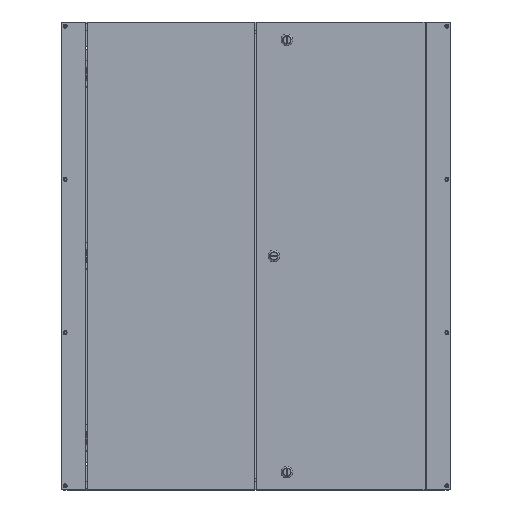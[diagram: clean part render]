
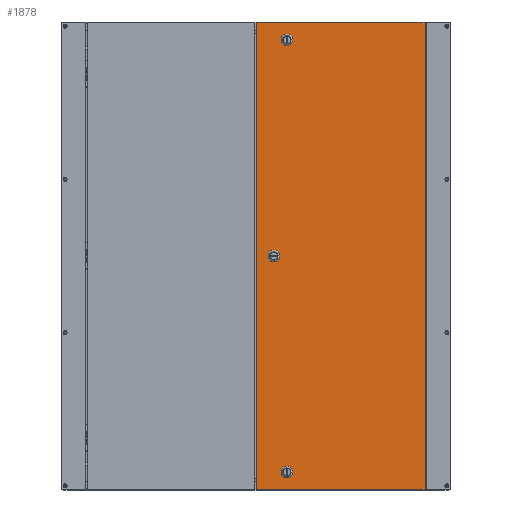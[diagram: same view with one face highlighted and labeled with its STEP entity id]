
A CAD part, front view. The second image highlights one B-rep face of the part: STEP entity #1878.
In plain terms, the highlighted planar face has unit normal (0, -1, 0).
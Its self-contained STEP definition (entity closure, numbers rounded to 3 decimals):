
#1878 = ADVANCED_FACE( '', ( #3757, #3758, #3759, #3760 ), #3761, .T. );
#3757 = FACE_BOUND( '', #23050, .T. );
#3758 = FACE_BOUND( '', #23051, .T. );
#3759 = FACE_BOUND( '', #23052, .T. );
#3760 = FACE_OUTER_BOUND( '', #23053, .T. );
#3761 = PLANE( '', #23054 );
#23050 = EDGE_LOOP( '', ( #37120, #37121, #37122, #37123 ) );
#23051 = EDGE_LOOP( '', ( #37124, #37125, #37126, #37127 ) );
#23052 = EDGE_LOOP( '', ( #37128, #37129, #37130, #37131 ) );
#23053 = EDGE_LOOP( '', ( #37132, #37133, #37134, #37135 ) );
#23054 = AXIS2_PLACEMENT_3D( '', #37136, #37137, #37138 );
#37120 = ORIENTED_EDGE( '', *, *, #40526, .F. );
#37121 = ORIENTED_EDGE( '', *, *, #40527, .F. );
#37122 = ORIENTED_EDGE( '', *, *, #39255, .F. );
#37123 = ORIENTED_EDGE( '', *, *, #39429, .F. );
#37124 = ORIENTED_EDGE( '', *, *, #40528, .F. );
#37125 = ORIENTED_EDGE( '', *, *, #40005, .F. );
#37126 = ORIENTED_EDGE( '', *, *, #40370, .F. );
#37127 = ORIENTED_EDGE( '', *, *, #38914, .F. );
#37128 = ORIENTED_EDGE( '', *, *, #40089, .F. );
#37129 = ORIENTED_EDGE( '', *, *, #39372, .F. );
#37130 = ORIENTED_EDGE( '', *, *, #40314, .F. );
#37131 = ORIENTED_EDGE( '', *, *, #40529, .F. );
#37132 = ORIENTED_EDGE( '', *, *, #40530, .T. );
#37133 = ORIENTED_EDGE( '', *, *, #40531, .T. );
#37134 = ORIENTED_EDGE( '', *, *, #39842, .T. );
#37135 = ORIENTED_EDGE( '', *, *, #40154, .T. );
#37136 = CARTESIAN_POINT( '', ( 0., 0., 0. ) );
#37137 = DIRECTION( '', ( 0., -1., 0. ) );
#37138 = DIRECTION( '', ( 0., 0., -1. ) );
#38914 = EDGE_CURVE( '', #40937, #40939, #40940, .T. );
#39255 = EDGE_CURVE( '', #41554, #41556, #41557, .T. );
#39372 = EDGE_CURVE( '', #41754, #41756, #41757, .T. );
#39429 = EDGE_CURVE( '', #41849, #41554, #41851, .T. );
#39842 = EDGE_CURVE( '', #42499, #42500, #42501, .T. );
#40005 = EDGE_CURVE( '', #42737, #42739, #42740, .T. );
#40089 = EDGE_CURVE( '', #41756, #42857, #42858, .T. );
#40154 = EDGE_CURVE( '', #42500, #42953, #42954, .T. );
#40314 = EDGE_CURVE( '', #43167, #41754, #43169, .T. );
#40370 = EDGE_CURVE( '', #40939, #42737, #43245, .T. );
#40526 = EDGE_CURVE( '', #43442, #41849, #43443, .T. );
#40527 = EDGE_CURVE( '', #41556, #43442, #43444, .T. );
#40528 = EDGE_CURVE( '', #42739, #40937, #43445, .T. );
#40529 = EDGE_CURVE( '', #42857, #43167, #43446, .T. );
#40530 = EDGE_CURVE( '', #42953, #43447, #43448, .T. );
#40531 = EDGE_CURVE( '', #43447, #42499, #43449, .T. );
#40937 = VERTEX_POINT( '', #43926 );
#40939 = VERTEX_POINT( '', #43929 );
#40940 = LINE( '', #43930, #43931 );
#41554 = VERTEX_POINT( '', #45126 );
#41556 = VERTEX_POINT( '', #45129 );
#41557 = LINE( '', #45130, #45131 );
#41754 = VERTEX_POINT( '', #45533 );
#41756 = VERTEX_POINT( '', #45536 );
#41757 = LINE( '', #45537, #45538 );
#41849 = VERTEX_POINT( '', #45806 );
#41851 = CIRCLE( '', #45809, 9.716 );
#42499 = VERTEX_POINT( '', #47304 );
#42500 = VERTEX_POINT( '', #47305 );
#42501 = LINE( '', #47306, #47307 );
#42737 = VERTEX_POINT( '', #47871 );
#42739 = VERTEX_POINT( '', #47874 );
#42740 = LINE( '', #47875, #47876 );
#42857 = VERTEX_POINT( '', #48101 );
#42858 = CIRCLE( '', #48102, 9.716 );
#42953 = VERTEX_POINT( '', #48326 );
#42954 = LINE( '', #48327, #48328 );
#43167 = VERTEX_POINT( '', #48957 );
#43169 = CIRCLE( '', #48960, 9.716 );
#43245 = CIRCLE( '', #49085, 9.716 );
#43442 = VERTEX_POINT( '', #49517 );
#43443 = LINE( '', #49518, #49519 );
#43444 = CIRCLE( '', #49520, 9.716 );
#43445 = CIRCLE( '', #49521, 9.716 );
#43446 = LINE( '', #49522, #49523 );
#43447 = VERTEX_POINT( '', #49524 );
#43448 = LINE( '', #49525, #49526 );
#43449 = LINE( '', #49527, #49528 );
#43926 = CARTESIAN_POINT( '', ( 99.453, 0., -430.403 ) );
#43929 = CARTESIAN_POINT( '', ( 110.097, 0., -430.403 ) );
#43930 = CARTESIAN_POINT( '', ( 99.453, 0., -430.403 ) );
#43931 = VECTOR( '', #50399, 1000. );
#45126 = CARTESIAN_POINT( '', ( 99.453, 0., 414.147 ) );
#45129 = CARTESIAN_POINT( '', ( 110.097, 0., 414.147 ) );
#45130 = CARTESIAN_POINT( '', ( 99.453, 0., 414.147 ) );
#45131 = VECTOR( '', #50816, 1000. );
#45533 = CARTESIAN_POINT( '', ( 138.303, 0., -5.322 ) );
#45536 = CARTESIAN_POINT( '', ( 138.303, 0., 5.322 ) );
#45537 = CARTESIAN_POINT( '', ( 138.303, 0., 5.322 ) );
#45538 = VECTOR( '', #50942, 1000. );
#45806 = CARTESIAN_POINT( '', ( 99.453, 0., 430.403 ) );
#45809 = AXIS2_PLACEMENT_3D( '', #50998, #50999, #51000 );
#47304 = CARTESIAN_POINT( '', ( 165.1, 0., -457.2 ) );
#47305 = CARTESIAN_POINT( '', ( 165.1, 0., 457.2 ) );
#47306 = CARTESIAN_POINT( '', ( 165.1, 0., -457.2 ) );
#47307 = VECTOR( '', #51398, 1000. );
#47871 = CARTESIAN_POINT( '', ( 110.097, 0., -414.147 ) );
#47874 = CARTESIAN_POINT( '', ( 99.453, 0., -414.147 ) );
#47875 = CARTESIAN_POINT( '', ( 99.453, 0., -414.147 ) );
#47876 = VECTOR( '', #51540, 1000. );
#48101 = CARTESIAN_POINT( '', ( 122.047, 0., 5.322 ) );
#48102 = AXIS2_PLACEMENT_3D( '', #51614, #51615, #51616 );
#48326 = CARTESIAN_POINT( '', ( -165.1, 0., 457.2 ) );
#48327 = CARTESIAN_POINT( '', ( 165.1, 0., 457.2 ) );
#48328 = VECTOR( '', #51668, 1000. );
#48957 = CARTESIAN_POINT( '', ( 122.047, 0., -5.322 ) );
#48960 = AXIS2_PLACEMENT_3D( '', #51802, #51803, #51804 );
#49085 = AXIS2_PLACEMENT_3D( '', #51878, #51879, #51880 );
#49517 = CARTESIAN_POINT( '', ( 110.097, 0., 430.403 ) );
#49518 = CARTESIAN_POINT( '', ( 110.097, 0., 430.403 ) );
#49519 = VECTOR( '', #52004, 1000. );
#49520 = AXIS2_PLACEMENT_3D( '', #52005, #52006, #52007 );
#49521 = AXIS2_PLACEMENT_3D( '', #52008, #52009, #52010 );
#49522 = CARTESIAN_POINT( '', ( 122.047, 0., 5.322 ) );
#49523 = VECTOR( '', #52011, 1000. );
#49524 = CARTESIAN_POINT( '', ( -165.1, 0., -457.2 ) );
#49525 = CARTESIAN_POINT( '', ( -165.1, 0., 457.2 ) );
#49526 = VECTOR( '', #52012, 1000. );
#49527 = CARTESIAN_POINT( '', ( -165.1, 0., -457.2 ) );
#49528 = VECTOR( '', #52013, 1000. );
#50399 = DIRECTION( '', ( 1., 0., 0. ) );
#50816 = DIRECTION( '', ( 1., 0., 0. ) );
#50942 = DIRECTION( '', ( 0., 0., 1. ) );
#50998 = CARTESIAN_POINT( '', ( 104.775, 0., 422.275 ) );
#50999 = DIRECTION( '', ( 0., -1., 0. ) );
#51000 = DIRECTION( '', ( 0., 0., -1. ) );
#51398 = DIRECTION( '', ( 0., 0., 1. ) );
#51540 = DIRECTION( '', ( -1., 0., 0. ) );
#51614 = CARTESIAN_POINT( '', ( 130.175, 0., 0. ) );
#51615 = DIRECTION( '', ( 0., -1., 0. ) );
#51616 = DIRECTION( '', ( 1., 0., 0. ) );
#51668 = DIRECTION( '', ( -1., 0., 0. ) );
#51802 = CARTESIAN_POINT( '', ( 130.175, 0., 0. ) );
#51803 = DIRECTION( '', ( 0., -1., 0. ) );
#51804 = DIRECTION( '', ( 1., 0., 0. ) );
#51878 = CARTESIAN_POINT( '', ( 104.775, 0., -422.275 ) );
#51879 = DIRECTION( '', ( 0., -1., 0. ) );
#51880 = DIRECTION( '', ( 0., 0., 1. ) );
#52004 = DIRECTION( '', ( -1., 0., 0. ) );
#52005 = CARTESIAN_POINT( '', ( 104.775, 0., 422.275 ) );
#52006 = DIRECTION( '', ( 0., -1., 0. ) );
#52007 = DIRECTION( '', ( 0., 0., -1. ) );
#52008 = CARTESIAN_POINT( '', ( 104.775, 0., -422.275 ) );
#52009 = DIRECTION( '', ( 0., -1., 0. ) );
#52010 = DIRECTION( '', ( 0., 0., 1. ) );
#52011 = DIRECTION( '', ( 0., 0., -1. ) );
#52012 = DIRECTION( '', ( 0., 0., -1. ) );
#52013 = DIRECTION( '', ( 1., 0., 0. ) );
